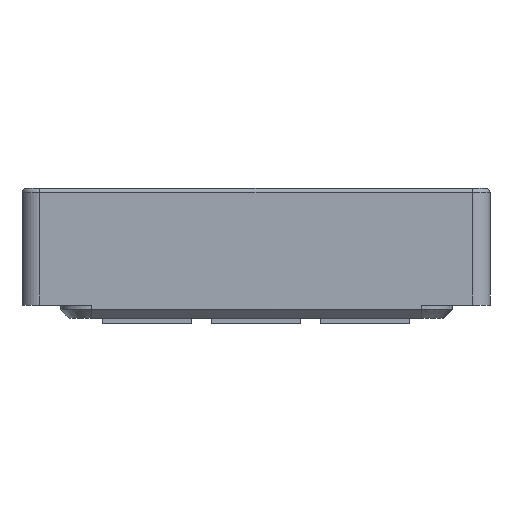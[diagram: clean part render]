
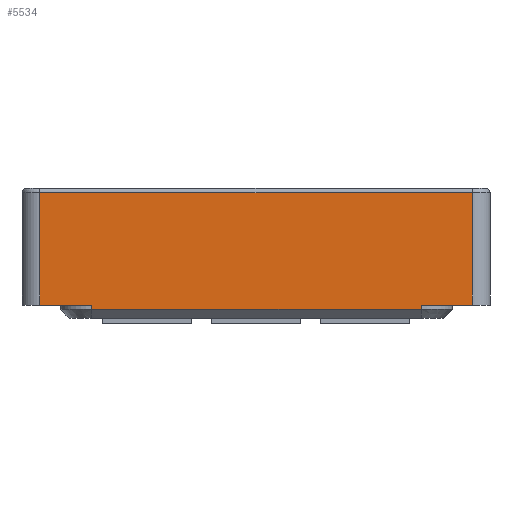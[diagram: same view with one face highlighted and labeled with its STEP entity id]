
A CAD part, front view. The second image highlights one B-rep face of the part: STEP entity #5534.
In plain terms, the highlighted planar face has unit normal (0, -1, 0).
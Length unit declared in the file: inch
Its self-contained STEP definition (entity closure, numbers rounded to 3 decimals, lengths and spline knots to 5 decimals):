
#319 = VERTEX_POINT ( 'NONE', #2839 ) ;
#467 = EDGE_CURVE ( 'NONE', #4564, #4443, #3197, .T. ) ;
#592 = VECTOR ( 'NONE', #7766, 39.37008 ) ;
#734 = EDGE_CURVE ( 'NONE', #4564, #6476, #6825, .T. ) ;
#874 = EDGE_CURVE ( 'NONE', #1323, #4443, #4163, .T. ) ;
#890 = VECTOR ( 'NONE', #7172, 39.37008 ) ;
#1008 = CARTESIAN_POINT ( 'NONE',  ( 0.1855, -0.345, -0.005 ) ) ;
#1051 = VECTOR ( 'NONE', #1618, 39.37008 ) ;
#1266 = CARTESIAN_POINT ( 'NONE',  ( -0.2625, -0.345, 0.131 ) ) ;
#1291 = VERTEX_POINT ( 'NONE', #2629 ) ;
#1323 = VERTEX_POINT ( 'NONE', #6258 ) ;
#1348 = LINE ( 'NONE', #1695, #1051 ) ;
#1469 = EDGE_LOOP ( 'NONE', ( #2867, #4435, #3579, #5754, #4910, #2363, #2553, #4381 ) ) ;
#1617 = DIRECTION ( 'NONE',  ( 1., 0., 0. ) ) ;
#1618 = DIRECTION ( 'NONE',  ( 0., 0., -1. ) ) ;
#1695 = CARTESIAN_POINT ( 'NONE',  ( -0.2425, -0.345, 0.131 ) ) ;
#1887 = CARTESIAN_POINT ( 'NONE',  ( 0.2425, -0.345, 0.131 ) ) ;
#2213 = CARTESIAN_POINT ( 'NONE',  ( 0.2425, -0.345, 0. ) ) ;
#2226 = EDGE_CURVE ( 'NONE', #319, #1291, #6620, .T. ) ;
#2363 = ORIENTED_EDGE ( 'NONE', *, *, #2226, .T. ) ;
#2372 = LINE ( 'NONE', #1887, #4128 ) ;
#2449 = CARTESIAN_POINT ( 'NONE',  ( 0.1855, -0.345, 0. ) ) ;
#2505 = DIRECTION ( 'NONE',  ( 0., 0., 1. ) ) ;
#2553 = ORIENTED_EDGE ( 'NONE', *, *, #5847, .T. ) ;
#2629 = CARTESIAN_POINT ( 'NONE',  ( -0.2425, -0.345, 0.126 ) ) ;
#2647 = VERTEX_POINT ( 'NONE', #2213 ) ;
#2839 = CARTESIAN_POINT ( 'NONE',  ( 0.2425, -0.345, 0.126 ) ) ;
#2867 = ORIENTED_EDGE ( 'NONE', *, *, #467, .F. ) ;
#3003 = CARTESIAN_POINT ( 'NONE',  ( -0.1845, -0.345, -0.015 ) ) ;
#3118 = PLANE ( 'NONE',  #7103 ) ;
#3153 = CARTESIAN_POINT ( 'NONE',  ( 0.1855, -0.345, -0.005 ) ) ;
#3154 = CARTESIAN_POINT ( 'NONE',  ( -0.2625, -0.345, 0. ) ) ;
#3197 = LINE ( 'NONE', #3003, #5045 ) ;
#3403 = VERTEX_POINT ( 'NONE', #2449 ) ;
#3463 = DIRECTION ( 'NONE',  ( -1., 0., 0. ) ) ;
#3579 = ORIENTED_EDGE ( 'NONE', *, *, #4751, .T. ) ;
#3661 = VECTOR ( 'NONE', #3992, 39.37008 ) ;
#3869 = CARTESIAN_POINT ( 'NONE',  ( -0.1845, -0.345, -0.005 ) ) ;
#3992 = DIRECTION ( 'NONE',  ( 1., 0., 0. ) ) ;
#4128 = VECTOR ( 'NONE', #2505, 39.37008 ) ;
#4163 = LINE ( 'NONE', #3154, #3661 ) ;
#4261 = DIRECTION ( 'NONE',  ( 0., 0., 1. ) ) ;
#4376 = DIRECTION ( 'NONE',  ( 0., 1., 0. ) ) ;
#4381 = ORIENTED_EDGE ( 'NONE', *, *, #874, .T. ) ;
#4435 = ORIENTED_EDGE ( 'NONE', *, *, #734, .T. ) ;
#4443 = VERTEX_POINT ( 'NONE', #4529 ) ;
#4457 = LINE ( 'NONE', #5396, #6442 ) ;
#4529 = CARTESIAN_POINT ( 'NONE',  ( -0.1845, -0.345, 0. ) ) ;
#4564 = VERTEX_POINT ( 'NONE', #3869 ) ;
#4743 = CARTESIAN_POINT ( 'NONE',  ( -0.2425, -0.345, 0.126 ) ) ;
#4746 = EDGE_CURVE ( 'NONE', #3403, #2647, #4457, .T. ) ;
#4751 = EDGE_CURVE ( 'NONE', #6476, #3403, #5975, .T. ) ;
#4910 = ORIENTED_EDGE ( 'NONE', *, *, #7603, .T. ) ;
#5045 = VECTOR ( 'NONE', #4261, 39.37008 ) ;
#5113 = FACE_OUTER_BOUND ( 'NONE', #1469, .T. ) ;
#5396 = CARTESIAN_POINT ( 'NONE',  ( -0.2625, -0.345, 0. ) ) ;
#5534 = ADVANCED_FACE ( 'NONE', ( #5113 ), #3118, .F. ) ;
#5754 = ORIENTED_EDGE ( 'NONE', *, *, #4746, .T. ) ;
#5847 = EDGE_CURVE ( 'NONE', #1291, #1323, #1348, .T. ) ;
#5975 = LINE ( 'NONE', #7228, #890 ) ;
#6149 = VECTOR ( 'NONE', #3463, 39.37008 ) ;
#6258 = CARTESIAN_POINT ( 'NONE',  ( -0.2425, -0.345, 0. ) ) ;
#6442 = VECTOR ( 'NONE', #1617, 39.37008 ) ;
#6476 = VERTEX_POINT ( 'NONE', #3153 ) ;
#6620 = LINE ( 'NONE', #4743, #6149 ) ;
#6825 = LINE ( 'NONE', #1008, #592 ) ;
#7103 = AXIS2_PLACEMENT_3D ( 'NONE', #1266, #4376, #7359 ) ;
#7172 = DIRECTION ( 'NONE',  ( 0., 0., 1. ) ) ;
#7228 = CARTESIAN_POINT ( 'NONE',  ( 0.1855, -0.345, -0.015 ) ) ;
#7359 = DIRECTION ( 'NONE',  ( 1., 0., 0. ) ) ;
#7603 = EDGE_CURVE ( 'NONE', #2647, #319, #2372, .T. ) ;
#7766 = DIRECTION ( 'NONE',  ( 1., 0., 0. ) ) ;
